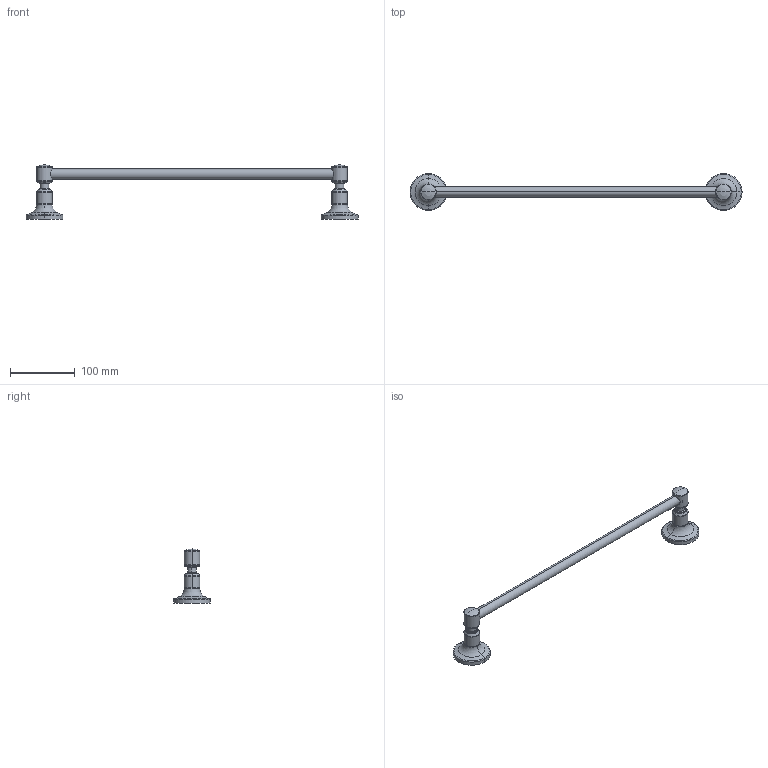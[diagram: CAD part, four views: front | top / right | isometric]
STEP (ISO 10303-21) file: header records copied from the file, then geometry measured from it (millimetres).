
FILE_DESCRIPTION((''),'2;1');
FILE_NAME('3250-1230','2025-04-21T17:36:18',('SwamiS'),(''),'CREO PARAMETRIC BY PTC INC, 2023134','CREO PARAMETRIC BY PTC INC, 2023134','');
FILE_SCHEMA(('CONFIG_CONTROL_DESIGN'));
Length unit declared in the file: inch
Products named in the file (1): 3250-1230
Bounding box: 514.35 x 57.15 x 84.07 mm (x, y, z)
Volume: 122157.7 mm3; surface area: 68359.2 mm2
Topology: 3 solids, 3 shells, 144 faces, 294 edges, 164 vertices
Faces by surface type: torus 64, cylinder 44, plane 20, cone 12, sphere 4
Entity records: 3888 total; most frequent: DIRECTION 794, CARTESIAN_POINT 696, ORIENTED_EDGE 572, AXIS2_PLACEMENT_3D 368, EDGE_CURVE 286, CIRCLE 224, VERTEX_POINT 164, EDGE_LOOP 162
